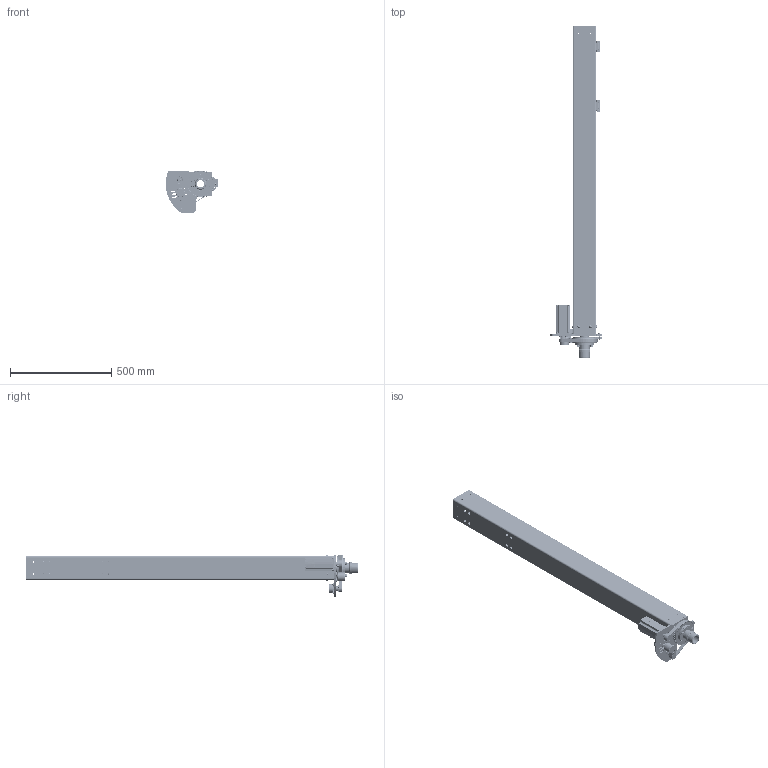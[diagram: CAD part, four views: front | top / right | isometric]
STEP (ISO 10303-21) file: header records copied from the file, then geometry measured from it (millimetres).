
FILE_DESCRIPTION(('FreeCAD Model'),'2;1');
FILE_NAME('Open CASCADE Shape Model','2025-04-17T15:38:08',('FreeCAD'),( 'FreeCAD'),'Open CASCADE STEP processor 7.6','FreeCAD','Unknown');
FILE_SCHEMA(('AUTOMOTIVE_DESIGN { 1 0 10303 214 1 1 1 1 }'));
Products named in the file (1): Open CASCADE STEP translator 7.6 1
Bounding box: 259.66 x 1639.52 x 209.82 mm (x, y, z)
Volume: 4608452.8 mm3; surface area: 2054338.6 mm2
Topology: 144 solids, 144 shells, 8173 faces, 21487 edges, 13729 vertices
Faces by surface type: bspline 8173
Entity records: 381314 total; most frequent: CARTESIAN_POINT 263940, ORIENTED_EDGE 42886, EDGE_CURVE 21443, VERTEX_POINT 13729, B_SPLINE_CURVE_WITH_KNOTS 11036, FACE_BOUND 8870, EDGE_LOOP 8870, ADVANCED_FACE 8173
